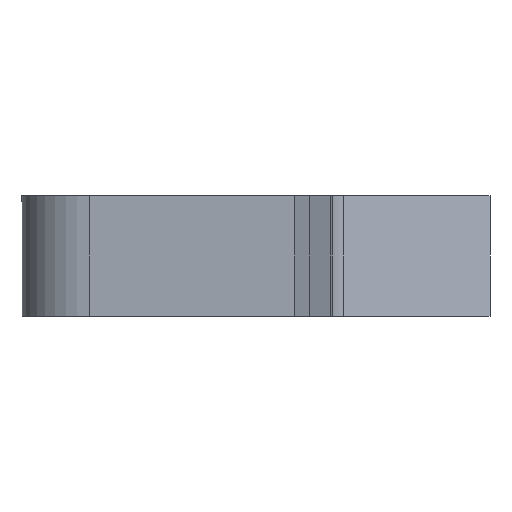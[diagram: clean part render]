
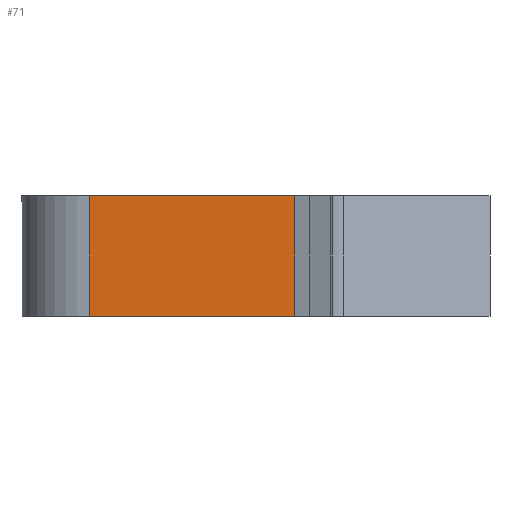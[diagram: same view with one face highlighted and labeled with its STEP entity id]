
A CAD part, left-side view. The second image highlights one B-rep face of the part: STEP entity #71.
In plain terms, the highlighted planar face has unit normal (-0.999, 0.04, 0).
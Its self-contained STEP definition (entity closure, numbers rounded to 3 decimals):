
#71=ADVANCED_FACE('',(#123),#124,.T.);
#123=FACE_OUTER_BOUND('',#184,.T.);
#124=PLANE('',#185);
#184=EDGE_LOOP('',(#345,#346,#347,#348));
#185=AXIS2_PLACEMENT_3D('',#349,#350,#351);
#345=ORIENTED_EDGE('',*,*,#525,.T.);
#346=ORIENTED_EDGE('',*,*,#526,.F.);
#347=ORIENTED_EDGE('',*,*,#527,.T.);
#348=ORIENTED_EDGE('',*,*,#523,.T.);
#349=CARTESIAN_POINT('',(-6.523,-6.974,0.0));
#350=DIRECTION('',(-0.999,0.04,0.0));
#351=DIRECTION('',(0.0,0.0,1.0));
#523=EDGE_CURVE('',#648,#646,#649,.T.);
#525=EDGE_CURVE('',#646,#651,#652,.T.);
#526=EDGE_CURVE('',#653,#651,#654,.T.);
#527=EDGE_CURVE('',#653,#648,#655,.T.);
#646=VERTEX_POINT('',#830);
#648=VERTEX_POINT('',#832);
#649=LINE('',#833,#834);
#651=VERTEX_POINT('',#836);
#652=LINE('',#837,#838);
#653=VERTEX_POINT('',#839);
#654=LINE('',#840,#841);
#655=LINE('',#842,#843);
#830=CARTESIAN_POINT('',(-6.523,-6.974,3.1));
#832=CARTESIAN_POINT('',(-6.523,-6.974,0.0));
#833=CARTESIAN_POINT('',(-6.523,-6.974,0.0));
#834=VECTOR('',#977,3.1);
#836=CARTESIAN_POINT('',(-6.304,-1.514,3.1));
#837=CARTESIAN_POINT('',(-6.523,-6.974,3.1));
#838=VECTOR('',#981,5.465);
#839=CARTESIAN_POINT('',(-6.304,-1.514,0.0));
#840=CARTESIAN_POINT('',(-6.304,-1.514,0.0));
#841=VECTOR('',#982,3.1);
#842=CARTESIAN_POINT('',(-6.304,-1.514,0.0));
#843=VECTOR('',#983,5.465);
#977=DIRECTION('',(0.0,0.0,1.0));
#981=DIRECTION('',(0.04,0.999,0.0));
#982=DIRECTION('',(0.0,0.0,1.0));
#983=DIRECTION('',(-0.04,-0.999,0.0));
